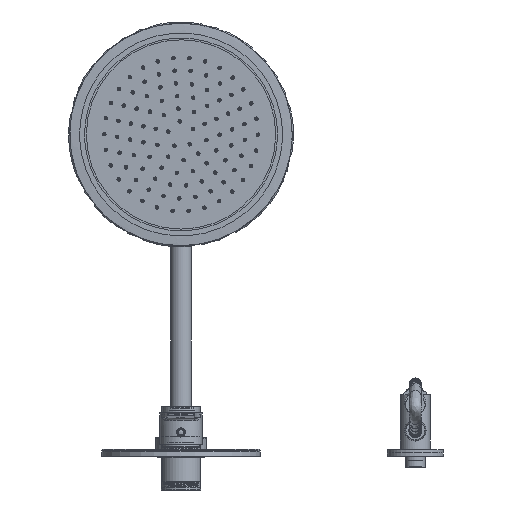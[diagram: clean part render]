
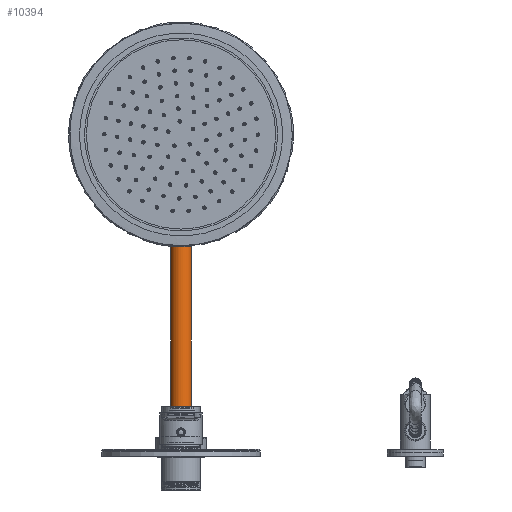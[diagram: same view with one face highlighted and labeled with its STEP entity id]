
A CAD part, front view. The second image highlights one B-rep face of the part: STEP entity #10394.
In plain terms, the highlighted cylindrical face has radius 11 mm (diameter 22 mm), a full revolution.
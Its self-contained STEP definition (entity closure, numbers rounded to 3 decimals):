
#1174 = VERTEX_POINT ( 'NONE', #32827 ) ;
#1970 = CIRCLE ( 'NONE', #5986, 11. ) ;
#3891 = CARTESIAN_POINT ( 'NONE',  ( 37., 1198., -84.348 ) ) ;
#5986 = AXIS2_PLACEMENT_3D ( 'NONE', #31775, #13390, #37898 ) ;
#7507 = DIRECTION ( 'NONE',  ( 0., 0., -1. ) ) ;
#7517 = VERTEX_POINT ( 'NONE', #31819 ) ;
#10394 = ADVANCED_FACE ( 'NONE', ( #26711, #36248 ), #30514, .T. ) ;
#10502 = AXIS2_PLACEMENT_3D ( 'NONE', #3891, #7507, #25326 ) ;
#13390 = DIRECTION ( 'NONE',  ( 0., 0., 1. ) ) ;
#17814 = EDGE_LOOP ( 'NONE', ( #24389 ) ) ;
#18105 = EDGE_CURVE ( 'NONE', #7517, #7517, #1970, .T. ) ;
#24009 = EDGE_LOOP ( 'NONE', ( #37130 ) ) ;
#24389 = ORIENTED_EDGE ( 'NONE', *, *, #18105, .F. ) ;
#25326 = DIRECTION ( 'NONE',  ( -1., 0., 0. ) ) ;
#26711 = FACE_OUTER_BOUND ( 'NONE', #24009, .T. ) ;
#27778 = CIRCLE ( 'NONE', #10502, 11. ) ;
#28733 = DIRECTION ( 'NONE',  ( 0., 0., -1. ) ) ;
#30514 = CYLINDRICAL_SURFACE ( 'NONE', #37294, 11. ) ;
#31775 = CARTESIAN_POINT ( 'NONE',  ( 37., 1198., 199.152 ) ) ;
#31819 = CARTESIAN_POINT ( 'NONE',  ( 48., 1198., 199.152 ) ) ;
#32827 = CARTESIAN_POINT ( 'NONE',  ( 26., 1198., -84.348 ) ) ;
#34471 = CARTESIAN_POINT ( 'NONE',  ( 37., 1198., 199.152 ) ) ;
#36248 = FACE_OUTER_BOUND ( 'NONE', #17814, .T. ) ;
#36642 = EDGE_CURVE ( 'NONE', #1174, #1174, #27778, .T. ) ;
#37130 = ORIENTED_EDGE ( 'NONE', *, *, #36642, .F. ) ;
#37294 = AXIS2_PLACEMENT_3D ( 'NONE', #34471, #28733, #37697 ) ;
#37697 = DIRECTION ( 'NONE',  ( -1., 0., 0. ) ) ;
#37898 = DIRECTION ( 'NONE',  ( 1., 0., 0. ) ) ;
